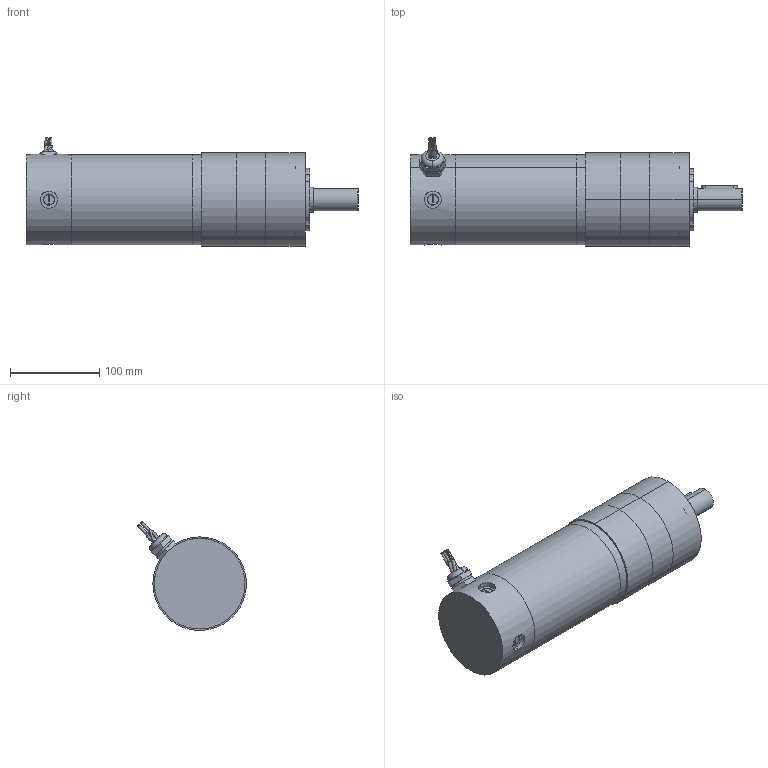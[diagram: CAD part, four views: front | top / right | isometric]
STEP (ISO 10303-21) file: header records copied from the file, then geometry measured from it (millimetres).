
FILE_DESCRIPTION (( 'STEP AP203' ), '1' );
FILE_NAME ('S40-775LKE-NRS_GP105-L1.step', '2025-06-24T20:08:07', ( '' ), ( '' ), 'SwSTEP 2.0', 'SolidWorks 2017', '' );
FILE_SCHEMA (( 'CONFIG_CONTROL_DESIGN' ));
Length unit declared in the file: millimetre
Products named in the file (1): S40-775LKE-NRS_GP105-L1
Bounding box: 372.32 x 122.18 x 122.18 mm (x, y, z)
Volume: 2650546.3 mm3; surface area: 239556.5 mm2
Topology: 17 solids, 17 shells, 810 faces, 1849 edges, 1114 vertices
Faces by surface type: cone 295, cylinder 295, plane 189, torus 23, bspline 8
Entity records: 23761 total; most frequent: CARTESIAN_POINT 4866, DIRECTION 4360, ORIENTED_EDGE 3662, EDGE_CURVE 1831, AXIS2_PLACEMENT_3D 1758, VERTEX_POINT 1114, CIRCLE 955, EDGE_LOOP 889
